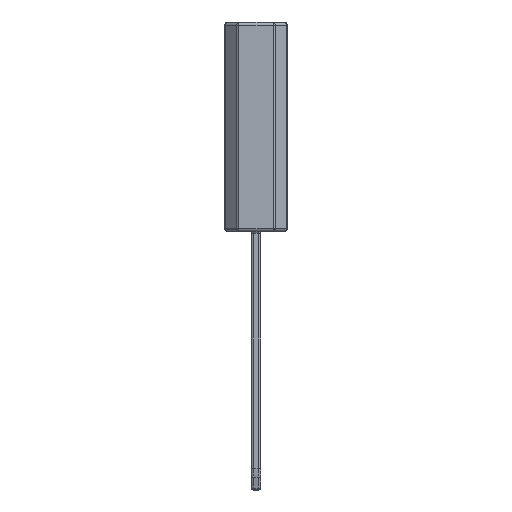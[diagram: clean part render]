
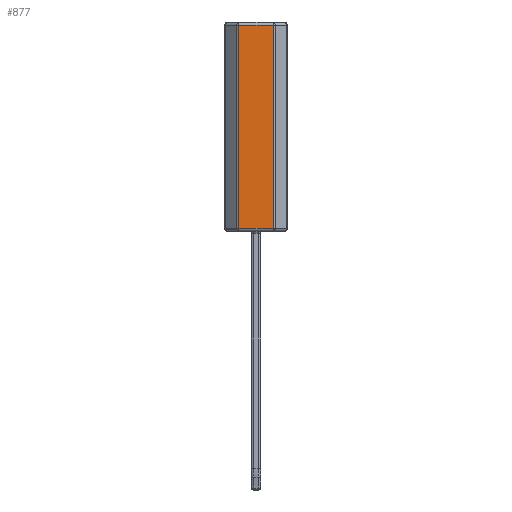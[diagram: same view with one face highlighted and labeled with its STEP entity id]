
A CAD part, left-side view. The second image highlights one B-rep face of the part: STEP entity #877.
In plain terms, the highlighted planar face has unit normal (-1, 0, 0).
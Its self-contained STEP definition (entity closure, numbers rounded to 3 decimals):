
#219 = CYLINDRICAL_SURFACE('',#220,0.125);
#220 = AXIS2_PLACEMENT_3D('',#221,#222,#223);
#221 = CARTESIAN_POINT('',(-1.145,0.692,0.));
#222 = DIRECTION('',(0.,0.,1.));
#223 = DIRECTION('',(-0.707,0.707,0.));
#324 = VERTEX_POINT('',#325);
#325 = CARTESIAN_POINT('',(-1.27,0.692,0.125));
#352 = EDGE_CURVE('',#324,#353,#355,.T.);
#353 = VERTEX_POINT('',#354);
#354 = CARTESIAN_POINT('',(-1.27,0.692,8.375));
#355 = SURFACE_CURVE('',#356,(#360,#367),.PCURVE_S1.);
#356 = LINE('',#357,#358);
#357 = CARTESIAN_POINT('',(-1.27,0.692,0.));
#358 = VECTOR('',#359,1.);
#359 = DIRECTION('',(0.,0.,1.));
#360 = PCURVE('',#219,#361);
#361 = DEFINITIONAL_REPRESENTATION('',(#362),#366);
#362 = LINE('',#363,#364);
#363 = CARTESIAN_POINT('',(0.785,0.));
#364 = VECTOR('',#365,1.);
#365 = DIRECTION('',(0.,1.));
#366 = ( GEOMETRIC_REPRESENTATION_CONTEXT(2) 
PARAMETRIC_REPRESENTATION_CONTEXT() REPRESENTATION_CONTEXT('2D SPACE',''
  ) );
#367 = PCURVE('',#368,#373);
#368 = PLANE('',#369);
#369 = AXIS2_PLACEMENT_3D('',#370,#371,#372);
#370 = CARTESIAN_POINT('',(-1.27,-0.744,0.));
#371 = DIRECTION('',(-1.,0.,0.));
#372 = DIRECTION('',(0.,1.,0.));
#373 = DEFINITIONAL_REPRESENTATION('',(#374),#378);
#374 = LINE('',#375,#376);
#375 = CARTESIAN_POINT('',(1.436,0.));
#376 = VECTOR('',#377,1.);
#377 = DIRECTION('',(0.,-1.));
#378 = ( GEOMETRIC_REPRESENTATION_CONTEXT(2) 
PARAMETRIC_REPRESENTATION_CONTEXT() REPRESENTATION_CONTEXT('2D SPACE',''
  ) );
#582 = CYLINDRICAL_SURFACE('',#583,0.125);
#583 = AXIS2_PLACEMENT_3D('',#584,#585,#586);
#584 = CARTESIAN_POINT('',(-1.145,-0.744,8.375));
#585 = DIRECTION('',(0.,1.,0.));
#586 = DIRECTION('',(-1.,0.,0.));
#864 = CYLINDRICAL_SURFACE('',#865,0.125);
#865 = AXIS2_PLACEMENT_3D('',#866,#867,#868);
#866 = CARTESIAN_POINT('',(-1.145,-0.744,0.125));
#867 = DIRECTION('',(0.,1.,0.));
#868 = DIRECTION('',(-1.,0.,0.));
#877 = ADVANCED_FACE('',(#878),#368,.T.);
#878 = FACE_BOUND('',#879,.T.);
#879 = EDGE_LOOP('',(#880,#903,#904,#927));
#880 = ORIENTED_EDGE('',*,*,#881,.T.);
#881 = EDGE_CURVE('',#882,#353,#884,.T.);
#882 = VERTEX_POINT('',#883);
#883 = CARTESIAN_POINT('',(-1.27,-0.692,8.375));
#884 = SURFACE_CURVE('',#885,(#889,#896),.PCURVE_S1.);
#885 = LINE('',#886,#887);
#886 = CARTESIAN_POINT('',(-1.27,-0.744,8.375));
#887 = VECTOR('',#888,1.);
#888 = DIRECTION('',(0.,1.,0.));
#889 = PCURVE('',#368,#890);
#890 = DEFINITIONAL_REPRESENTATION('',(#891),#895);
#891 = LINE('',#892,#893);
#892 = CARTESIAN_POINT('',(0.,-8.375));
#893 = VECTOR('',#894,1.);
#894 = DIRECTION('',(1.,0.));
#895 = ( GEOMETRIC_REPRESENTATION_CONTEXT(2) 
PARAMETRIC_REPRESENTATION_CONTEXT() REPRESENTATION_CONTEXT('2D SPACE',''
  ) );
#896 = PCURVE('',#582,#897);
#897 = DEFINITIONAL_REPRESENTATION('',(#898),#902);
#898 = LINE('',#899,#900);
#899 = CARTESIAN_POINT('',(0.,0.));
#900 = VECTOR('',#901,1.);
#901 = DIRECTION('',(0.,1.));
#902 = ( GEOMETRIC_REPRESENTATION_CONTEXT(2) 
PARAMETRIC_REPRESENTATION_CONTEXT() REPRESENTATION_CONTEXT('2D SPACE',''
  ) );
#903 = ORIENTED_EDGE('',*,*,#352,.F.);
#904 = ORIENTED_EDGE('',*,*,#905,.F.);
#905 = EDGE_CURVE('',#906,#324,#908,.T.);
#906 = VERTEX_POINT('',#907);
#907 = CARTESIAN_POINT('',(-1.27,-0.692,0.125));
#908 = SURFACE_CURVE('',#909,(#913,#920),.PCURVE_S1.);
#909 = LINE('',#910,#911);
#910 = CARTESIAN_POINT('',(-1.27,-0.744,0.125));
#911 = VECTOR('',#912,1.);
#912 = DIRECTION('',(0.,1.,0.));
#913 = PCURVE('',#368,#914);
#914 = DEFINITIONAL_REPRESENTATION('',(#915),#919);
#915 = LINE('',#916,#917);
#916 = CARTESIAN_POINT('',(0.,-0.125));
#917 = VECTOR('',#918,1.);
#918 = DIRECTION('',(1.,0.));
#919 = ( GEOMETRIC_REPRESENTATION_CONTEXT(2) 
PARAMETRIC_REPRESENTATION_CONTEXT() REPRESENTATION_CONTEXT('2D SPACE',''
  ) );
#920 = PCURVE('',#864,#921);
#921 = DEFINITIONAL_REPRESENTATION('',(#922),#926);
#922 = LINE('',#923,#924);
#923 = CARTESIAN_POINT('',(-0.,0.));
#924 = VECTOR('',#925,1.);
#925 = DIRECTION('',(-0.,1.));
#926 = ( GEOMETRIC_REPRESENTATION_CONTEXT(2) 
PARAMETRIC_REPRESENTATION_CONTEXT() REPRESENTATION_CONTEXT('2D SPACE',''
  ) );
#927 = ORIENTED_EDGE('',*,*,#928,.T.);
#928 = EDGE_CURVE('',#906,#882,#929,.T.);
#929 = SURFACE_CURVE('',#930,(#934,#941),.PCURVE_S1.);
#930 = LINE('',#931,#932);
#931 = CARTESIAN_POINT('',(-1.27,-0.692,0.));
#932 = VECTOR('',#933,1.);
#933 = DIRECTION('',(0.,0.,1.));
#934 = PCURVE('',#368,#935);
#935 = DEFINITIONAL_REPRESENTATION('',(#936),#940);
#936 = LINE('',#937,#938);
#937 = CARTESIAN_POINT('',(0.052,0.));
#938 = VECTOR('',#939,1.);
#939 = DIRECTION('',(0.,-1.));
#940 = ( GEOMETRIC_REPRESENTATION_CONTEXT(2) 
PARAMETRIC_REPRESENTATION_CONTEXT() REPRESENTATION_CONTEXT('2D SPACE',''
  ) );
#941 = PCURVE('',#942,#947);
#942 = CYLINDRICAL_SURFACE('',#943,0.125);
#943 = AXIS2_PLACEMENT_3D('',#944,#945,#946);
#944 = CARTESIAN_POINT('',(-1.145,-0.692,0.));
#945 = DIRECTION('',(0.,0.,1.));
#946 = DIRECTION('',(-1.,0.,0.));
#947 = DEFINITIONAL_REPRESENTATION('',(#948),#952);
#948 = LINE('',#949,#950);
#949 = CARTESIAN_POINT('',(0.,0.));
#950 = VECTOR('',#951,1.);
#951 = DIRECTION('',(0.,1.));
#952 = ( GEOMETRIC_REPRESENTATION_CONTEXT(2) 
PARAMETRIC_REPRESENTATION_CONTEXT() REPRESENTATION_CONTEXT('2D SPACE',''
  ) );
